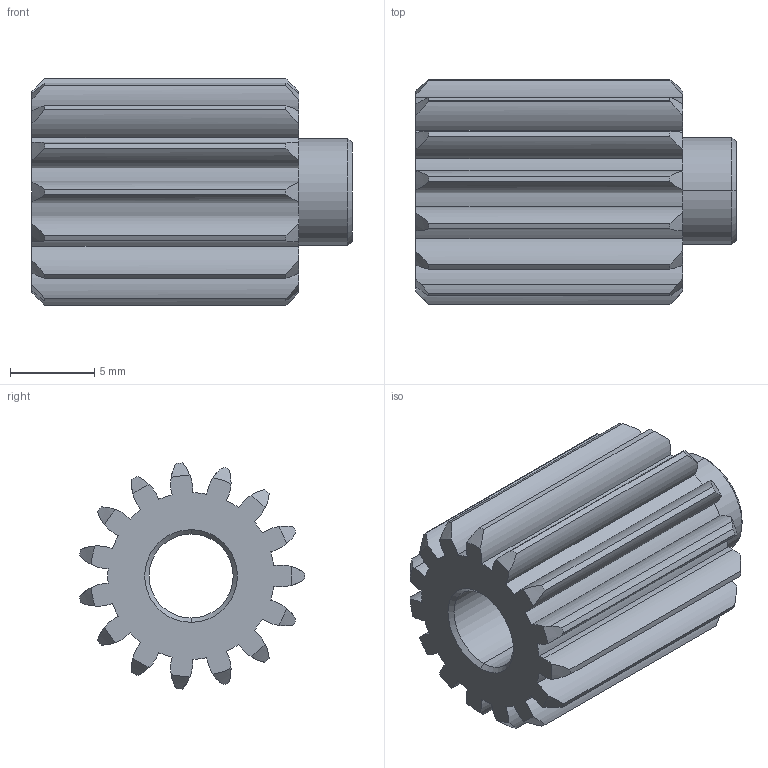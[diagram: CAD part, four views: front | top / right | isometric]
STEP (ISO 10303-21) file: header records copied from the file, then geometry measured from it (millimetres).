
FILE_DESCRIPTION (( 'STEP AP203' ), '1' );
FILE_NAME ('am-4322 15T 32DP 5mm 625FW.STEP', '2022-06-29T19:46:25', ( '' ), ( '' ), 'SwSTEP 2.0', 'SolidWorks 2022', '' );
FILE_SCHEMA (( 'CONFIG_CONTROL_DESIGN' ));
Length unit declared in the file: inch
Products named in the file (1): am-4322 15T 32DP 5mm 625FW
Bounding box: 19.05 x 13.38 x 13.45 mm (x, y, z)
Volume: 1397.1 mm3; surface area: 1713.1 mm2
Topology: 1 solids, 1 shells, 107 faces, 306 edges, 202 vertices
Faces by surface type: cylinder 68, cone 36, plane 3
Entity records: 3727 total; most frequent: CARTESIAN_POINT 808, DIRECTION 626, ORIENTED_EDGE 612, EDGE_CURVE 306, AXIS2_PLACEMENT_3D 276, VERTEX_POINT 202, CIRCLE 168, EDGE_LOOP 110
